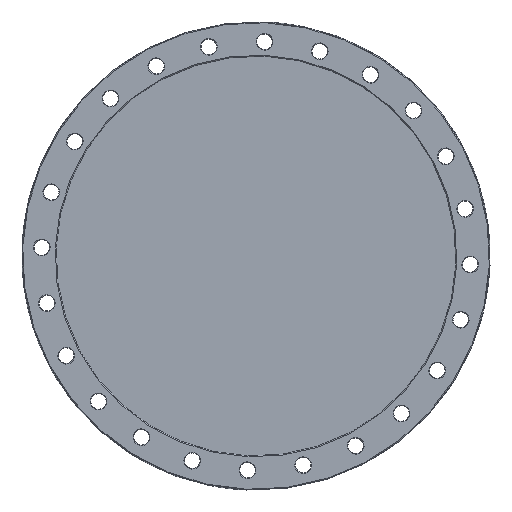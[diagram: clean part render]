
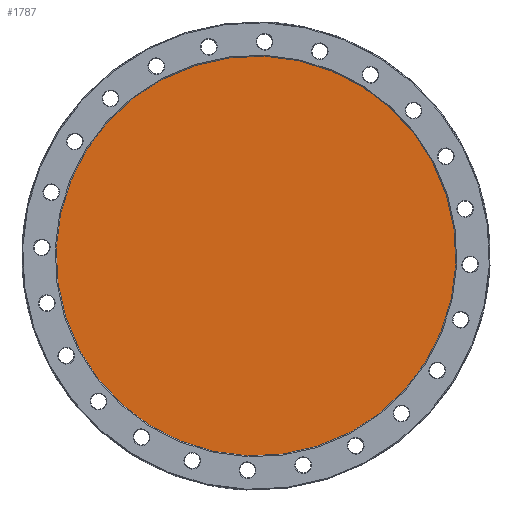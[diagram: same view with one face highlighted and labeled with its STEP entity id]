
A CAD part, front view. The second image highlights one B-rep face of the part: STEP entity #1787.
In plain terms, the highlighted planar face has unit normal (0, -1, 0).
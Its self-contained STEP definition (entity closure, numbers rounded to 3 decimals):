
#144 = DIRECTION ( 'NONE',  ( 0., 0., 1. ) ) ;
#195 = EDGE_CURVE ( 'NONE', #4870, #1396, #247, .T. ) ;
#247 = CIRCLE ( 'NONE', #1747, 110.9 ) ;
#537 = DIRECTION ( 'NONE',  ( 0., -1., 0. ) ) ;
#905 = EDGE_LOOP ( 'NONE', ( #4813, #2614 ) ) ;
#1396 = VERTEX_POINT ( 'NONE', #5241 ) ;
#1455 = AXIS2_PLACEMENT_3D ( 'NONE', #5168, #2618, #144 ) ;
#1747 = AXIS2_PLACEMENT_3D ( 'NONE', #3014, #537, #3439 ) ;
#1787 = ADVANCED_FACE ( 'NONE', ( #2141 ), #4087, .F. ) ;
#1983 = CARTESIAN_POINT ( 'NONE',  ( 0., 0., 0. ) ) ;
#2141 = FACE_OUTER_BOUND ( 'NONE', #905, .T. ) ;
#2396 = DIRECTION ( 'NONE',  ( 0., 1., 0. ) ) ;
#2614 = ORIENTED_EDGE ( 'NONE', *, *, #195, .T. ) ;
#2618 = DIRECTION ( 'NONE',  ( 0., -1., 0. ) ) ;
#3014 = CARTESIAN_POINT ( 'NONE',  ( 0., 0., 0. ) ) ;
#3439 = DIRECTION ( 'NONE',  ( 0., 0., 1. ) ) ;
#3551 = EDGE_CURVE ( 'NONE', #1396, #4870, #4917, .T. ) ;
#4087 = PLANE ( 'NONE',  #4404 ) ;
#4404 = AXIS2_PLACEMENT_3D ( 'NONE', #1983, #2396, #5368 ) ;
#4807 = CARTESIAN_POINT ( 'NONE',  ( 0., 0., -110.9 ) ) ;
#4813 = ORIENTED_EDGE ( 'NONE', *, *, #3551, .T. ) ;
#4870 = VERTEX_POINT ( 'NONE', #4807 ) ;
#4917 = CIRCLE ( 'NONE', #1455, 110.9 ) ;
#5168 = CARTESIAN_POINT ( 'NONE',  ( 0., 0., 0. ) ) ;
#5241 = CARTESIAN_POINT ( 'NONE',  ( 0., 0., 110.9 ) ) ;
#5368 = DIRECTION ( 'NONE',  ( 0., 0., 1. ) ) ;
